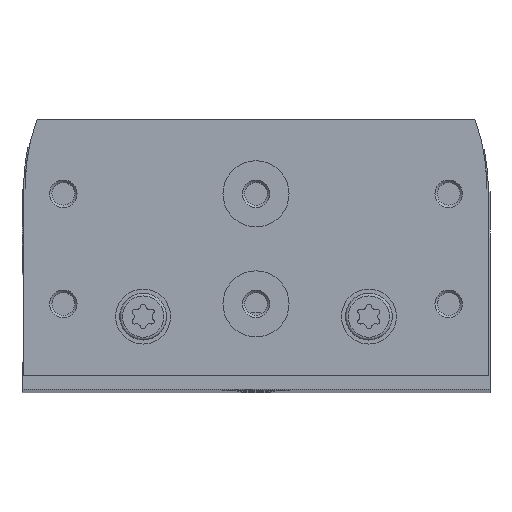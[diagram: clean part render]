
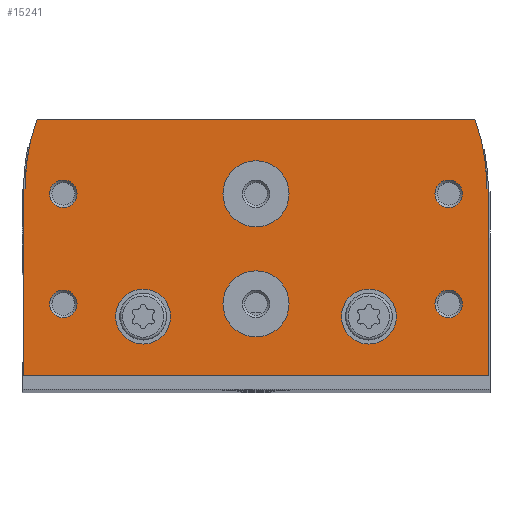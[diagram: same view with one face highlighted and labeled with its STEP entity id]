
A CAD part, top view. The second image highlights one B-rep face of the part: STEP entity #15241.
In plain terms, the highlighted planar face has unit normal (0, 0, 1).
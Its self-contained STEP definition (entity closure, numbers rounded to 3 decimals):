
#555=LINE('',#23782,#1419);
#560=LINE('',#23792,#1424);
#567=LINE('',#23809,#1431);
#573=LINE('',#23821,#1437);
#581=LINE('',#23842,#1445);
#582=LINE('',#23906,#1446);
#1419=VECTOR('',#19267,1000.);
#1424=VECTOR('',#19274,1000.);
#1431=VECTOR('',#19289,1000.);
#1437=VECTOR('',#19299,1000.);
#1445=VECTOR('',#19321,1000.);
#1446=VECTOR('',#19386,1000.);
#2001=PLANE('',#16449);
#3621=ORIENTED_EDGE('',*,*,#6701,.F.);
#3622=ORIENTED_EDGE('',*,*,#6702,.F.);
#3623=ORIENTED_EDGE('',*,*,#6703,.T.);
#3624=ORIENTED_EDGE('',*,*,#6704,.T.);
#3625=ORIENTED_EDGE('',*,*,#6705,.T.);
#3626=ORIENTED_EDGE('',*,*,#6706,.T.);
#3627=ORIENTED_EDGE('',*,*,#6707,.T.);
#3628=ORIENTED_EDGE('',*,*,#6708,.T.);
#3629=ORIENTED_EDGE('',*,*,#6656,.T.);
#3630=ORIENTED_EDGE('',*,*,#6650,.T.);
#3631=ORIENTED_EDGE('',*,*,#6668,.T.);
#3632=ORIENTED_EDGE('',*,*,#6636,.T.);
#3633=ORIENTED_EDGE('',*,*,#6641,.T.);
#3634=ORIENTED_EDGE('',*,*,#6645,.T.);
#3635=ORIENTED_EDGE('',*,*,#6700,.T.);
#3636=ORIENTED_EDGE('',*,*,#6662,.T.);
#6636=EDGE_CURVE('',#8317,#8316,#555,.T.);
#6641=EDGE_CURVE('',#8316,#8320,#560,.T.);
#6645=EDGE_CURVE('',#8320,#8322,#9402,.T.);
#6650=EDGE_CURVE('',#8324,#8326,#567,.T.);
#6656=EDGE_CURVE('',#8330,#8324,#573,.T.);
#6662=EDGE_CURVE('',#8335,#8330,#9404,.T.);
#6668=EDGE_CURVE('',#8326,#8317,#581,.T.);
#6700=EDGE_CURVE('',#8322,#8335,#582,.T.);
#6701=EDGE_CURVE('',#8368,#8368,#9438,.T.);
#6702=EDGE_CURVE('',#8369,#8369,#9439,.T.);
#6703=EDGE_CURVE('',#8370,#8370,#9440,.T.);
#6704=EDGE_CURVE('',#8371,#8371,#9441,.T.);
#6705=EDGE_CURVE('',#8372,#8372,#9442,.T.);
#6706=EDGE_CURVE('',#8373,#8373,#9443,.T.);
#6707=EDGE_CURVE('',#8374,#8374,#9444,.T.);
#6708=EDGE_CURVE('',#8375,#8375,#9445,.T.);
#8316=VERTEX_POINT('',#23781);
#8317=VERTEX_POINT('',#23783);
#8320=VERTEX_POINT('',#23791);
#8322=VERTEX_POINT('',#23798);
#8324=VERTEX_POINT('',#23803);
#8326=VERTEX_POINT('',#23808);
#8330=VERTEX_POINT('',#23819);
#8335=VERTEX_POINT('',#23834);
#8368=VERTEX_POINT('',#23909);
#8369=VERTEX_POINT('',#23911);
#8370=VERTEX_POINT('',#23913);
#8371=VERTEX_POINT('',#23915);
#8372=VERTEX_POINT('',#23917);
#8373=VERTEX_POINT('',#23919);
#8374=VERTEX_POINT('',#23921);
#8375=VERTEX_POINT('',#23923);
#9402=CIRCLE('',#16406,37.);
#9404=CIRCLE('',#16413,37.);
#9438=CIRCLE('',#16450,5.);
#9439=CIRCLE('',#16451,5.);
#9440=CIRCLE('',#16452,6.);
#9441=CIRCLE('',#16453,6.);
#9442=CIRCLE('',#16454,2.5);
#9443=CIRCLE('',#16455,2.5);
#9444=CIRCLE('',#16456,2.5);
#9445=CIRCLE('',#16457,2.5);
#10515=EDGE_LOOP('',(#3621));
#10516=EDGE_LOOP('',(#3622));
#10517=EDGE_LOOP('',(#3623));
#10518=EDGE_LOOP('',(#3624));
#10519=EDGE_LOOP('',(#3625));
#10520=EDGE_LOOP('',(#3626));
#10521=EDGE_LOOP('',(#3627));
#10522=EDGE_LOOP('',(#3628));
#10523=EDGE_LOOP('',(#3629,#3630,#3631,#3632,#3633,#3634,#3635,#3636));
#11689=FACE_BOUND('',#10515,.T.);
#11690=FACE_BOUND('',#10516,.T.);
#11691=FACE_BOUND('',#10517,.T.);
#11692=FACE_BOUND('',#10518,.T.);
#11693=FACE_BOUND('',#10519,.T.);
#11694=FACE_BOUND('',#10520,.T.);
#11695=FACE_BOUND('',#10521,.T.);
#11696=FACE_BOUND('',#10522,.T.);
#11697=FACE_BOUND('',#10523,.T.);
#15241=ADVANCED_FACE('',(#11689,#11690,#11691,#11692,#11693,#11694,#11695,
#11696,#11697),#2001,.T.);
#16406=AXIS2_PLACEMENT_3D('',#23799,#19281,#19282);
#16413=AXIS2_PLACEMENT_3D('',#23833,#19310,#19311);
#16449=AXIS2_PLACEMENT_3D('',#23907,#19387,#19388);
#16450=AXIS2_PLACEMENT_3D('',#23908,#19389,#19390);
#16451=AXIS2_PLACEMENT_3D('',#23910,#19391,#19392);
#16452=AXIS2_PLACEMENT_3D('',#23912,#19393,#19394);
#16453=AXIS2_PLACEMENT_3D('',#23914,#19395,#19396);
#16454=AXIS2_PLACEMENT_3D('',#23916,#19397,#19398);
#16455=AXIS2_PLACEMENT_3D('',#23918,#19399,#19400);
#16456=AXIS2_PLACEMENT_3D('',#23920,#19401,#19402);
#16457=AXIS2_PLACEMENT_3D('',#23922,#19403,#19404);
#19267=DIRECTION('',(0.,1.,0.));
#19274=DIRECTION('',(-0.866,0.5,0.));
#19281=DIRECTION('',(0.,0.,1.));
#19282=DIRECTION('',(1.,0.,0.));
#19289=DIRECTION('',(0.,-1.,0.));
#19299=DIRECTION('',(-0.866,-0.5,0.));
#19310=DIRECTION('',(0.,0.,1.));
#19311=DIRECTION('',(1.,0.,0.));
#19321=DIRECTION('',(1.,0.,0.));
#19386=DIRECTION('',(-1.,0.,0.));
#19387=DIRECTION('',(0.,0.,1.));
#19388=DIRECTION('',(1.,0.,0.));
#19389=DIRECTION('',(0.,0.,1.));
#19390=DIRECTION('',(1.,0.,0.));
#19391=DIRECTION('',(0.,0.,1.));
#19392=DIRECTION('',(1.,0.,0.));
#19393=DIRECTION('',(0.,0.,-1.));
#19394=DIRECTION('',(-1.,0.,0.));
#19395=DIRECTION('',(0.,0.,-1.));
#19396=DIRECTION('',(-1.,0.,0.));
#19397=DIRECTION('',(0.,0.,-1.));
#19398=DIRECTION('',(-1.,0.,0.));
#19399=DIRECTION('',(0.,0.,-1.));
#19400=DIRECTION('',(-1.,0.,0.));
#19401=DIRECTION('',(0.,0.,-1.));
#19402=DIRECTION('',(-1.,0.,0.));
#19403=DIRECTION('',(0.,0.,-1.));
#19404=DIRECTION('',(-1.,0.,0.));
#23781=CARTESIAN_POINT('',(42.25,33.827,0.));
#23782=CARTESIAN_POINT('',(42.25,0.,0.));
#23783=CARTESIAN_POINT('',(42.25,0.,0.));
#23791=CARTESIAN_POINT('',(41.95,34.,0.));
#23792=CARTESIAN_POINT('',(42.25,33.827,0.));
#23798=CARTESIAN_POINT('',(39.775,46.5,0.));
#23799=CARTESIAN_POINT('',(4.95,34.,0.));
#23803=CARTESIAN_POINT('',(-42.25,33.827,0.));
#23808=CARTESIAN_POINT('',(-42.25,0.,0.));
#23809=CARTESIAN_POINT('',(-42.25,33.827,0.));
#23819=CARTESIAN_POINT('',(-41.95,34.,0.));
#23821=CARTESIAN_POINT('',(-41.95,34.,0.));
#23833=CARTESIAN_POINT('',(-4.95,34.,0.));
#23834=CARTESIAN_POINT('',(-39.775,46.5,0.));
#23842=CARTESIAN_POINT('',(-42.25,0.,0.));
#23906=CARTESIAN_POINT('',(39.775,46.5,0.));
#23907=CARTESIAN_POINT('',(4.95,34.,0.));
#23908=CARTESIAN_POINT('',(-20.5,10.7,0.));
#23909=CARTESIAN_POINT('',(-15.5,10.7,0.));
#23910=CARTESIAN_POINT('',(20.5,10.7,0.));
#23911=CARTESIAN_POINT('',(25.5,10.7,0.));
#23912=CARTESIAN_POINT('',(0.,13.,0.));
#23913=CARTESIAN_POINT('',(-6.,13.,0.));
#23914=CARTESIAN_POINT('',(0.,33.,0.));
#23915=CARTESIAN_POINT('',(-6.,33.,0.));
#23916=CARTESIAN_POINT('',(35.,13.,0.));
#23917=CARTESIAN_POINT('',(32.5,13.,0.));
#23918=CARTESIAN_POINT('',(-35.,13.,0.));
#23919=CARTESIAN_POINT('',(-37.5,13.,0.));
#23920=CARTESIAN_POINT('',(-35.,33.,0.));
#23921=CARTESIAN_POINT('',(-37.5,33.,0.));
#23922=CARTESIAN_POINT('',(35.,33.,0.));
#23923=CARTESIAN_POINT('',(32.5,33.,0.));
